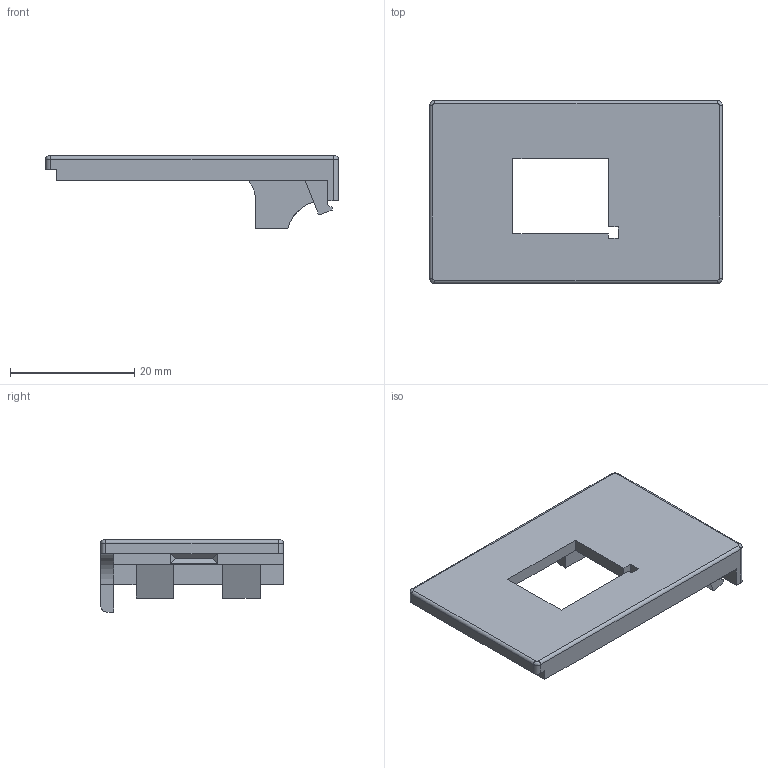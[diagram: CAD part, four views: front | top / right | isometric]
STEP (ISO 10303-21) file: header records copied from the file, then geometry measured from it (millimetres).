
FILE_DESCRIPTION(/* description */ (''),/* implementation_level */ '2;1');
FILE_NAME(/* name */ 'Lid.step',/* time_stamp */ '2024-07-15T23:01:08-04:00',/* author */ (''),/* organization */ (''),/* preprocessor_version */ 'ST-DEVELOPER v20',/* originating_system */ 'Autodesk Translation Framework v13.14.0.145',/* authorisation */ '');
FILE_SCHEMA (('AUTOMOTIVE_DESIGN { 1 0 10303 214 3 1 1 }'));
Length unit declared in the file: millimetre
Products named in the file (1): Lid
Bounding box: 47.24 x 29.46 x 11.63 mm (x, y, z)
Volume: 3947.6 mm3; surface area: 3655.4 mm2
Topology: 1 solids, 1 shells, 63 faces, 167 edges, 107 vertices
Faces by surface type: plane 48, cylinder 11, bspline 4
Entity records: 1982 total; most frequent: CARTESIAN_POINT 379, ORIENTED_EDGE 334, DIRECTION 311, EDGE_CURVE 167, LINE 141, VECTOR 141, VERTEX_POINT 107, AXIS2_PLACEMENT_3D 85
